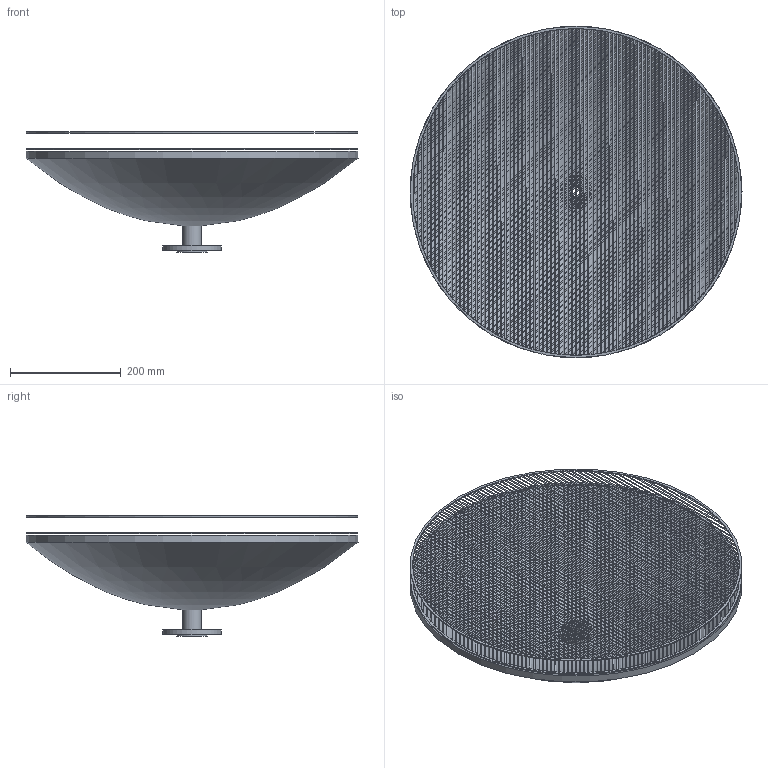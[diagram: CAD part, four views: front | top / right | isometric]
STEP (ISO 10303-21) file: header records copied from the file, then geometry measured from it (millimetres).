
FILE_DESCRIPTION(/* description */ (''),/* implementation_level */ '2;1');
FILE_NAME(/* name */ 'Cassegrain_transparent Round.step',/* time_stamp */ '2025-04-02T20:17:48+03:00',/* author */ (''),/* organization */ (''),/* preprocessor_version */ 'ST-DEVELOPER v20.1',/* originating_system */ 'Autodesk Translation Framework v14.4.0.0',/* authorisation */ '');
FILE_SCHEMA (('AUTOMOTIVE_DESIGN { 1 0 10303 214 3 1 1 }'));
Length unit declared in the file: millimetre
Products named in the file (5): Cassegrain_transparent; Mirror; Horn; SubReflector (1); SubReflector (1) (1)
Assembly tree (4 placements, depth 2):
  Cassegrain_transparent
    Mirror
    Horn
    SubReflector (1)
    SubReflector (1) (1)
Bounding box: 600.33 x 600.33 x 217 mm (x, y, z)
Volume: 3641775.5 mm3; surface area: 1232846.4 mm2
Topology: 4 solids, 4 shells, 524 faces, 1817 edges, 1000 vertices
Faces by surface type: cylinder 496, plane 23, cone 3, bspline 2
Full cylindrical faces by diameter (mm): 2 x158, 18.19 x1, 21.5 x2, 23 x1, 27 x1, 28 x1, 32 x1, 33 x1, 34 x2, 37 x1, 38 x1, 42 x1, 43 x1, 47 x1, 48 x1, 52 x1, 55 x1, 60 x1, 106 x1, 600 x2
Entity records: 31064 total; most frequent: CARTESIAN_POINT 16518, ORIENTED_EDGE 3634, DIRECTION 2605, EDGE_CURVE 1817, AXIS2_PLACEMENT_3D 1211, VERTEX_POINT 1000, B_SPLINE_CURVE_WITH_KNOTS 953, CIRCLE 680
